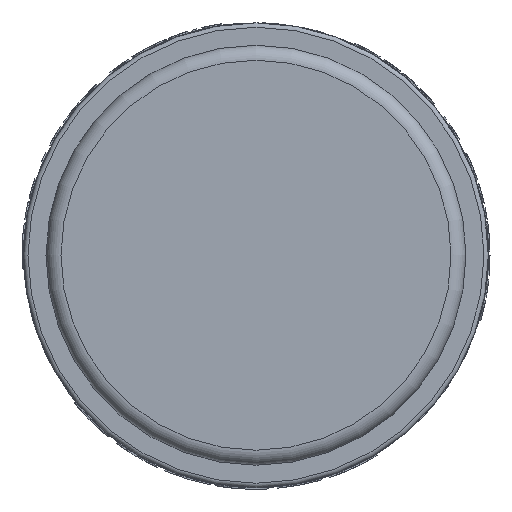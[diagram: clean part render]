
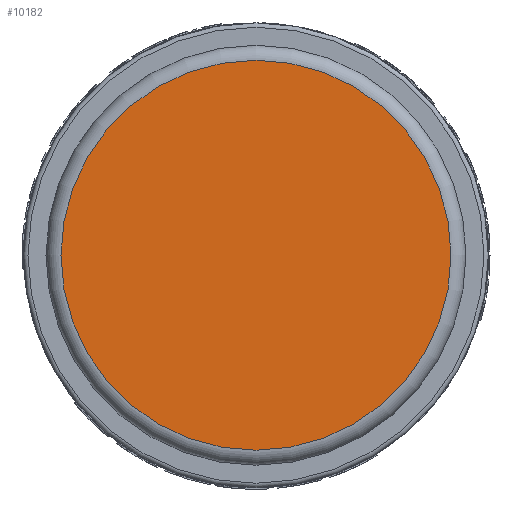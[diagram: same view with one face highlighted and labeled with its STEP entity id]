
A CAD part, left-side view. The second image highlights one B-rep face of the part: STEP entity #10182.
In plain terms, the highlighted planar face has unit normal (-1, 0, 0).
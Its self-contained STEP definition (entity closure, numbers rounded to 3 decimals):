
#1218=CIRCLE('',#10659,13.);
#1219=CIRCLE('',#10660,13.);
#1775=FACE_OUTER_BOUND('',#2363,.T.);
#2363=EDGE_LOOP('',(#8776,#8777));
#4492=VERTEX_POINT('',#72421);
#4493=VERTEX_POINT('',#72423);
#5929=EDGE_CURVE('',#4492,#4493,#1218,.T.);
#5930=EDGE_CURVE('',#4493,#4492,#1219,.T.);
#8776=ORIENTED_EDGE('',*,*,#5930,.F.);
#8777=ORIENTED_EDGE('',*,*,#5929,.F.);
#9118=PLANE('',#10665);
#10182=ADVANCED_FACE('',(#1775),#9118,.T.);
#10659=AXIS2_PLACEMENT_3D('',#72424,#12107,#12108);
#10660=AXIS2_PLACEMENT_3D('',#72425,#12109,#12110);
#10665=AXIS2_PLACEMENT_3D('',#72433,#12120,#12121);
#12107=DIRECTION('center_axis',(1.,0.,0.));
#12108=DIRECTION('ref_axis',(0.,1.,0.));
#12109=DIRECTION('center_axis',(1.,0.,0.));
#12110=DIRECTION('ref_axis',(0.,1.,0.));
#12120=DIRECTION('center_axis',(-1.,0.,0.));
#12121=DIRECTION('ref_axis',(0.,0.,
-1.));
#72421=CARTESIAN_POINT('',(-0.23,0.,-13.));
#72423=CARTESIAN_POINT('',(-0.23,-13.,0.));
#72424=CARTESIAN_POINT('Origin',(-0.23,0.,
0.));
#72425=CARTESIAN_POINT('Origin',(-0.23,0.,
0.));
#72433=CARTESIAN_POINT('Origin',(-0.23,-12.75,0.));
